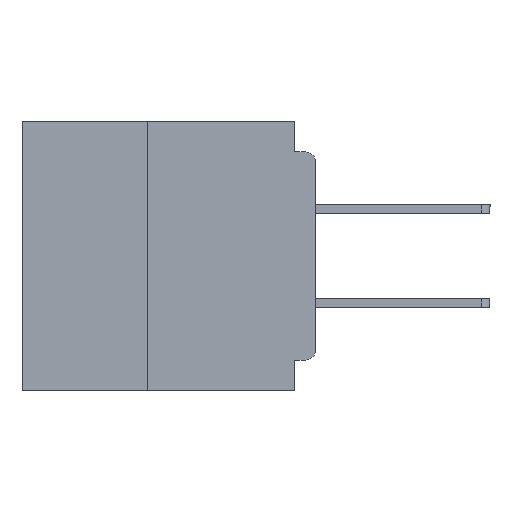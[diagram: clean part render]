
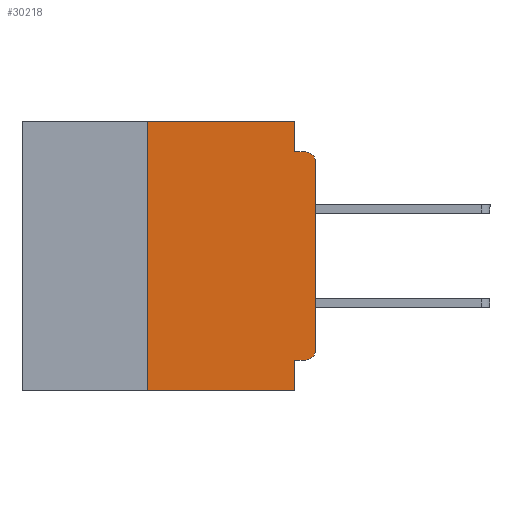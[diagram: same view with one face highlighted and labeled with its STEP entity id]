
A CAD part, left-side view. The second image highlights one B-rep face of the part: STEP entity #30218.
In plain terms, the highlighted planar face has unit normal (-1, 0, 0).
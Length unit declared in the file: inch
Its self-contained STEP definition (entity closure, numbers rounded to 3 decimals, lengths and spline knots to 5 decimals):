
#757 = CIRCLE ( 'NONE', #2091, 0.015 ) ;
#759 = VERTEX_POINT ( 'NONE', #10242 ) ;
#1258 = CARTESIAN_POINT ( 'NONE',  ( 0., 0.015, -0.34 ) ) ;
#1578 = DIRECTION ( 'NONE',  ( 0., -1., 0. ) ) ;
#2091 = AXIS2_PLACEMENT_3D ( 'NONE', #1258, #25450, #4811 ) ;
#2630 = FACE_OUTER_BOUND ( 'NONE', #32141, .T. ) ;
#2784 = DIRECTION ( 'NONE',  ( 0., -1., 0. ) ) ;
#3682 = CARTESIAN_POINT ( 'NONE',  ( 0., 0., -0.06 ) ) ;
#4224 = EDGE_CURVE ( 'NONE', #9154, #35803, #21480, .T. ) ;
#4324 = CARTESIAN_POINT ( 'NONE',  ( 0., 0.031, -0.4 ) ) ;
#4811 = DIRECTION ( 'NONE',  ( 0., 0., -1. ) ) ;
#5969 = VECTOR ( 'NONE', #36497, 39.37008 ) ;
#6116 = EDGE_CURVE ( 'NONE', #7007, #19234, #757, .T. ) ;
#6135 = PLANE ( 'NONE',  #27507 ) ;
#6583 = VERTEX_POINT ( 'NONE', #3682 ) ;
#6920 = VERTEX_POINT ( 'NONE', #7944 ) ;
#7007 = VERTEX_POINT ( 'NONE', #15581 ) ;
#7404 = CARTESIAN_POINT ( 'NONE',  ( 0., 0.015, -0.06 ) ) ;
#7944 = CARTESIAN_POINT ( 'NONE',  ( 0., 0.031, 0. ) ) ;
#9154 = VERTEX_POINT ( 'NONE', #30797 ) ;
#9800 = DIRECTION ( 'NONE',  ( 0., 0., -1. ) ) ;
#10242 = CARTESIAN_POINT ( 'NONE',  ( 0., 0.25, -0.4 ) ) ;
#10259 = CARTESIAN_POINT ( 'NONE',  ( 0., 0.031, -0.045 ) ) ;
#10900 = DIRECTION ( 'NONE',  ( 0., 0., -1. ) ) ;
#12061 = CARTESIAN_POINT ( 'NONE',  ( 0., 0., 0. ) ) ;
#13538 = DIRECTION ( 'NONE',  ( 0., -1., 0. ) ) ;
#14129 = VECTOR ( 'NONE', #20979, 39.37008 ) ;
#14180 = LINE ( 'NONE', #12061, #31260 ) ;
#15581 = CARTESIAN_POINT ( 'NONE',  ( 0., 0.015, -0.355 ) ) ;
#17018 = CIRCLE ( 'NONE', #26854, 0.015 ) ;
#18221 = DIRECTION ( 'NONE',  ( 0., 0., -1. ) ) ;
#19234 = VERTEX_POINT ( 'NONE', #43606 ) ;
#19965 = CARTESIAN_POINT ( 'NONE',  ( 0., 0.437, 0. ) ) ;
#20359 = ORIENTED_EDGE ( 'NONE', *, *, #4224, .F. ) ;
#20968 = VECTOR ( 'NONE', #13538, 39.37008 ) ;
#20979 = DIRECTION ( 'NONE',  ( 0., 0., 1. ) ) ;
#21480 = LINE ( 'NONE', #38709, #29510 ) ;
#22892 = VECTOR ( 'NONE', #2784, 39.37008 ) ;
#23093 = VERTEX_POINT ( 'NONE', #10259 ) ;
#23308 = ORIENTED_EDGE ( 'NONE', *, *, #30736, .F. ) ;
#25030 = ORIENTED_EDGE ( 'NONE', *, *, #35505, .F. ) ;
#25450 = DIRECTION ( 'NONE',  ( -1., 0., 0. ) ) ;
#25851 = DIRECTION ( 'NONE',  ( 0., 0., 1. ) ) ;
#26294 = EDGE_CURVE ( 'NONE', #7007, #9154, #37406, .T. ) ;
#26854 = AXIS2_PLACEMENT_3D ( 'NONE', #7404, #31358, #10900 ) ;
#27167 = CARTESIAN_POINT ( 'NONE',  ( 0., 0.437, 0. ) ) ;
#27240 = EDGE_CURVE ( 'NONE', #6583, #42386, #17018, .T. ) ;
#27507 = AXIS2_PLACEMENT_3D ( 'NONE', #19965, #30288, #9800 ) ;
#29318 = EDGE_CURVE ( 'NONE', #19234, #6583, #14180, .T. ) ;
#29417 = VECTOR ( 'NONE', #34689, 39.37008 ) ;
#29510 = VECTOR ( 'NONE', #18221, 39.37008 ) ;
#29711 = EDGE_CURVE ( 'NONE', #759, #30958, #32306, .T. ) ;
#30218 = ADVANCED_FACE ( 'NONE', ( #2630 ), #6135, .F. ) ;
#30288 = DIRECTION ( 'NONE',  ( 1., 0., 0. ) ) ;
#30609 = ORIENTED_EDGE ( 'NONE', *, *, #27240, .T. ) ;
#30736 = EDGE_CURVE ( 'NONE', #6920, #23093, #33325, .T. ) ;
#30797 = CARTESIAN_POINT ( 'NONE',  ( 0., 0.031, -0.355 ) ) ;
#30958 = VERTEX_POINT ( 'NONE', #44490 ) ;
#31260 = VECTOR ( 'NONE', #25851, 39.37008 ) ;
#31358 = DIRECTION ( 'NONE',  ( -1., 0., 0. ) ) ;
#31361 = ORIENTED_EDGE ( 'NONE', *, *, #32258, .F. ) ;
#32141 = EDGE_LOOP ( 'NONE', ( #37948, #30609, #25030, #23308, #31361, #42874, #39135, #20359, #35245, #37302 ) ) ;
#32258 = EDGE_CURVE ( 'NONE', #30958, #6920, #39163, .T. ) ;
#32306 = LINE ( 'NONE', #41434, #14129 ) ;
#33325 = LINE ( 'NONE', #36345, #5969 ) ;
#33498 = EDGE_CURVE ( 'NONE', #759, #35803, #34833, .T. ) ;
#34689 = DIRECTION ( 'NONE',  ( 0., 1., 0. ) ) ;
#34833 = LINE ( 'NONE', #42699, #42804 ) ;
#35245 = ORIENTED_EDGE ( 'NONE', *, *, #26294, .F. ) ;
#35505 = EDGE_CURVE ( 'NONE', #23093, #42386, #41032, .T. ) ;
#35803 = VERTEX_POINT ( 'NONE', #4324 ) ;
#36345 = CARTESIAN_POINT ( 'NONE',  ( 0., 0.031, 0. ) ) ;
#36497 = DIRECTION ( 'NONE',  ( 0., 0., -1. ) ) ;
#36760 = CARTESIAN_POINT ( 'NONE',  ( 0., 0.015, -0.045 ) ) ;
#37302 = ORIENTED_EDGE ( 'NONE', *, *, #6116, .T. ) ;
#37406 = LINE ( 'NONE', #41681, #29417 ) ;
#37948 = ORIENTED_EDGE ( 'NONE', *, *, #29318, .T. ) ;
#38709 = CARTESIAN_POINT ( 'NONE',  ( 0., 0.031, -0.4 ) ) ;
#39135 = ORIENTED_EDGE ( 'NONE', *, *, #33498, .T. ) ;
#39163 = LINE ( 'NONE', #27167, #20968 ) ;
#40466 = CARTESIAN_POINT ( 'NONE',  ( 0., 0., -0.045 ) ) ;
#41032 = LINE ( 'NONE', #40466, #22892 ) ;
#41434 = CARTESIAN_POINT ( 'NONE',  ( 0., 0.25, -0.4 ) ) ;
#41681 = CARTESIAN_POINT ( 'NONE',  ( 0., 0., -0.355 ) ) ;
#42386 = VERTEX_POINT ( 'NONE', #36760 ) ;
#42699 = CARTESIAN_POINT ( 'NONE',  ( 0., 0.437, -0.4 ) ) ;
#42804 = VECTOR ( 'NONE', #1578, 39.37008 ) ;
#42874 = ORIENTED_EDGE ( 'NONE', *, *, #29711, .F. ) ;
#43606 = CARTESIAN_POINT ( 'NONE',  ( 0., 0., -0.34 ) ) ;
#44490 = CARTESIAN_POINT ( 'NONE',  ( 0., 0.25, 0. ) ) ;
